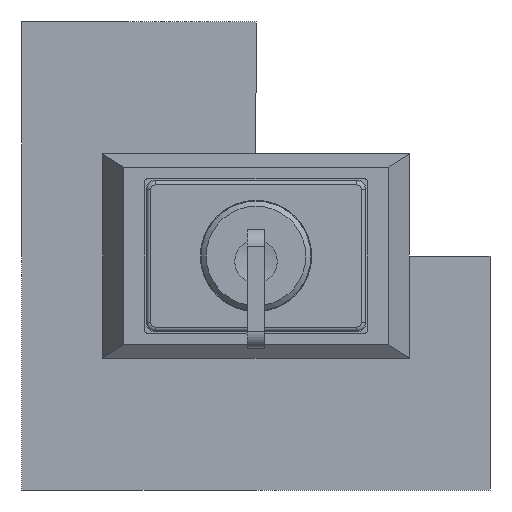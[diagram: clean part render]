
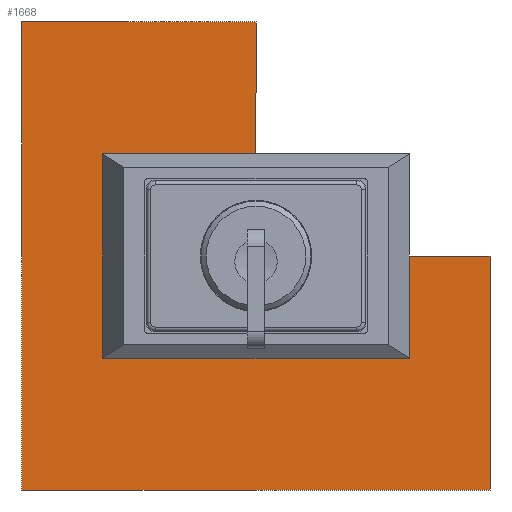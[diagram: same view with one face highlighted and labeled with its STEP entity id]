
A CAD part, front view. The second image highlights one B-rep face of the part: STEP entity #1668.
In plain terms, the highlighted planar face has unit normal (0, -1, 0).
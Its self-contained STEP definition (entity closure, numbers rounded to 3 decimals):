
#1668 = ADVANCED_FACE( '', ( #3310 ), #3311, .T. );
#3310 = FACE_OUTER_BOUND( '', #5388, .T. );
#3311 = PLANE( '', #5389 );
#5388 = EDGE_LOOP( '', ( #10354, #10355, #10356, #10357, #10358, #10359, #10360, #10361, #10362, #10363 ) );
#5389 = AXIS2_PLACEMENT_3D( '', #10364, #10365, #10366 );
#10354 = ORIENTED_EDGE( '', *, *, #13599, .F. );
#10355 = ORIENTED_EDGE( '', *, *, #13679, .T. );
#10356 = ORIENTED_EDGE( '', *, *, #12573, .T. );
#10357 = ORIENTED_EDGE( '', *, *, #14099, .T. );
#10358 = ORIENTED_EDGE( '', *, *, #13900, .T. );
#10359 = ORIENTED_EDGE( '', *, *, #13500, .F. );
#10360 = ORIENTED_EDGE( '', *, *, #14100, .F. );
#10361 = ORIENTED_EDGE( '', *, *, #14040, .F. );
#10362 = ORIENTED_EDGE( '', *, *, #13006, .F. );
#10363 = ORIENTED_EDGE( '', *, *, #13731, .F. );
#10364 = CARTESIAN_POINT( '', ( -27.5, 0., -27.5 ) );
#10365 = DIRECTION( '', ( 0., -1., 0. ) );
#10366 = DIRECTION( '', ( 0., 0., -1. ) );
#12573 = EDGE_CURVE( '', #17696, #17697, #17698, .T. );
#13006 = EDGE_CURVE( '', #18428, #18430, #18431, .T. );
#13500 = EDGE_CURVE( '', #19183, #19185, #19186, .T. );
#13599 = EDGE_CURVE( '', #19318, #19320, #19321, .T. );
#13679 = EDGE_CURVE( '', #19318, #17696, #19428, .T. );
#13731 = EDGE_CURVE( '', #19320, #18428, #19503, .T. );
#13900 = EDGE_CURVE( '', #19718, #19185, #19719, .T. );
#14040 = EDGE_CURVE( '', #18430, #19898, #19899, .T. );
#14099 = EDGE_CURVE( '', #17697, #19718, #19967, .T. );
#14100 = EDGE_CURVE( '', #19898, #19183, #19968, .T. );
#17696 = VERTEX_POINT( '', #21661 );
#17697 = VERTEX_POINT( '', #21662 );
#17698 = LINE( '', #21663, #21664 );
#18428 = VERTEX_POINT( '', #22732 );
#18430 = VERTEX_POINT( '', #22735 );
#18431 = LINE( '', #22736, #22737 );
#19183 = VERTEX_POINT( '', #23880 );
#19185 = VERTEX_POINT( '', #23883 );
#19186 = LINE( '', #23884, #23885 );
#19318 = VERTEX_POINT( '', #24098 );
#19320 = VERTEX_POINT( '', #24101 );
#19321 = LINE( '', #24102, #24103 );
#19428 = LINE( '', #24265, #24266 );
#19503 = LINE( '', #24396, #24397 );
#19718 = VERTEX_POINT( '', #24716 );
#19719 = LINE( '', #24717, #24718 );
#19898 = VERTEX_POINT( '', #24992 );
#19899 = LINE( '', #24993, #24994 );
#19967 = LINE( '', #25098, #25099 );
#19968 = LINE( '', #25100, #25101 );
#21661 = CARTESIAN_POINT( '', ( -27.5, 0., 27.5 ) );
#21662 = CARTESIAN_POINT( '', ( -27.5, 0., -27.5 ) );
#21663 = CARTESIAN_POINT( '', ( -27.5, 0., 27.5 ) );
#21664 = VECTOR( '', #27127, 1000. );
#22732 = CARTESIAN_POINT( '', ( -14.875, 0., 10.875 ) );
#22735 = CARTESIAN_POINT( '', ( -14.875, 0., -10.875 ) );
#22736 = CARTESIAN_POINT( '', ( -14.875, 0., 10.875 ) );
#22737 = VECTOR( '', #27509, 1000. );
#23880 = CARTESIAN_POINT( '', ( 14.875, 0., 0. ) );
#23883 = CARTESIAN_POINT( '', ( 27.5, 0., 0. ) );
#23884 = CARTESIAN_POINT( '', ( 0., 0., 0. ) );
#23885 = VECTOR( '', #27964, 1000. );
#24098 = CARTESIAN_POINT( '', ( 0., 0., 27.5 ) );
#24101 = CARTESIAN_POINT( '', ( 0., 0., 10.875 ) );
#24102 = CARTESIAN_POINT( '', ( 0., 0., 27.5 ) );
#24103 = VECTOR( '', #28047, 1000. );
#24265 = CARTESIAN_POINT( '', ( 27.5, 0., 27.5 ) );
#24266 = VECTOR( '', #28109, 1000. );
#24396 = CARTESIAN_POINT( '', ( 14.875, 0., 10.875 ) );
#24397 = VECTOR( '', #28147, 1000. );
#24716 = CARTESIAN_POINT( '', ( 27.5, 0., -27.5 ) );
#24717 = CARTESIAN_POINT( '', ( 27.5, 0., -27.5 ) );
#24718 = VECTOR( '', #28282, 1000. );
#24992 = CARTESIAN_POINT( '', ( 14.875, 0., -10.875 ) );
#24993 = CARTESIAN_POINT( '', ( -14.875, 0., -10.875 ) );
#24994 = VECTOR( '', #28387, 1000. );
#25098 = CARTESIAN_POINT( '', ( -27.5, 0., -27.5 ) );
#25099 = VECTOR( '', #28430, 1000. );
#25100 = CARTESIAN_POINT( '', ( 14.875, 0., -10.875 ) );
#25101 = VECTOR( '', #28431, 1000. );
#27127 = DIRECTION( '', ( 0., 0., -1. ) );
#27509 = DIRECTION( '', ( 0., 0., -1. ) );
#27964 = DIRECTION( '', ( 1., 0., 0. ) );
#28047 = DIRECTION( '', ( 0., 0., -1. ) );
#28109 = DIRECTION( '', ( -1., 0., 0. ) );
#28147 = DIRECTION( '', ( -1., 0., 0. ) );
#28282 = DIRECTION( '', ( 0., 0., 1. ) );
#28387 = DIRECTION( '', ( 1., 0., 0. ) );
#28430 = DIRECTION( '', ( 1., 0., 0. ) );
#28431 = DIRECTION( '', ( 0., 0., 1. ) );
